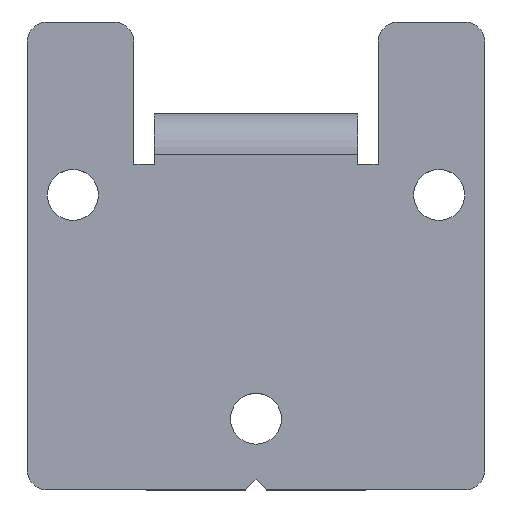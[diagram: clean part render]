
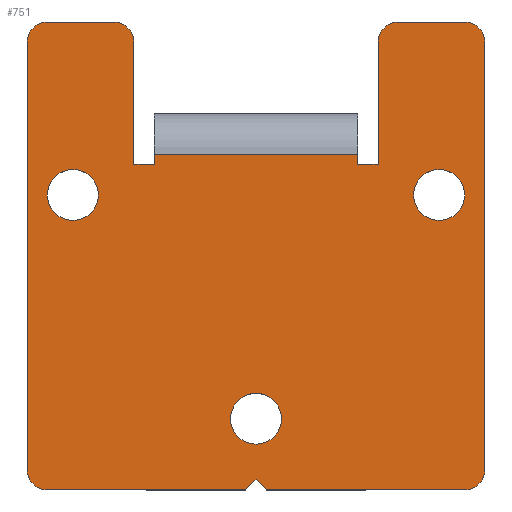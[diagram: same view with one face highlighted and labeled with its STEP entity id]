
A CAD part, top view. The second image highlights one B-rep face of the part: STEP entity #751.
In plain terms, the highlighted planar face has unit normal (0, 0, 1).
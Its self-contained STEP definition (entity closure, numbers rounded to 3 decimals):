
#33=FACE_BOUND('',#118,.T.);
#34=FACE_BOUND('',#119,.T.);
#35=FACE_BOUND('',#120,.T.);
#45=CIRCLE('',#825,2.);
#46=CIRCLE('',#826,2.);
#47=CIRCLE('',#827,2.);
#48=CIRCLE('',#828,2.);
#49=CIRCLE('',#829,2.);
#50=CIRCLE('',#830,2.);
#51=CIRCLE('',#831,2.5);
#52=CIRCLE('',#832,2.5);
#53=CIRCLE('',#833,2.5);
#70=FACE_OUTER_BOUND('',#117,.T.);
#117=EDGE_LOOP('',(#534,#535,#536,#537,#538,#539,#540,#541,#542,#543,#544,
#545,#546,#547,#548,#549,#550,#551,#552,#553,#554));
#118=EDGE_LOOP('',(#555));
#119=EDGE_LOOP('',(#556));
#120=EDGE_LOOP('',(#557));
#162=LINE('',#1123,#242);
#166=LINE('',#1130,#246);
#180=LINE('',#1177,#260);
#182=LINE('',#1181,#262);
#183=LINE('',#1185,#263);
#184=LINE('',#1189,#264);
#185=LINE('',#1193,#265);
#186=LINE('',#1195,#266);
#187=LINE('',#1197,#267);
#188=LINE('',#1199,#268);
#189=LINE('',#1201,#269);
#190=LINE('',#1203,#270);
#191=LINE('',#1205,#271);
#192=LINE('',#1209,#272);
#193=LINE('',#1213,#273);
#242=VECTOR('',#891,10.);
#246=VECTOR('',#897,10.);
#260=VECTOR('',#933,10.);
#262=VECTOR('',#937,10.);
#263=VECTOR('',#940,10.);
#264=VECTOR('',#943,10.);
#265=VECTOR('',#946,10.);
#266=VECTOR('',#947,10.);
#267=VECTOR('',#948,10.);
#268=VECTOR('',#949,10.);
#269=VECTOR('',#950,10.);
#270=VECTOR('',#951,10.);
#271=VECTOR('',#952,10.);
#272=VECTOR('',#955,10.);
#273=VECTOR('',#958,10.);
#322=VERTEX_POINT('',#1120);
#323=VERTEX_POINT('',#1122);
#325=VERTEX_POINT('',#1128);
#347=VERTEX_POINT('',#1176);
#348=VERTEX_POINT('',#1180);
#349=VERTEX_POINT('',#1182);
#350=VERTEX_POINT('',#1184);
#351=VERTEX_POINT('',#1186);
#352=VERTEX_POINT('',#1188);
#353=VERTEX_POINT('',#1190);
#354=VERTEX_POINT('',#1192);
#355=VERTEX_POINT('',#1194);
#356=VERTEX_POINT('',#1196);
#357=VERTEX_POINT('',#1198);
#358=VERTEX_POINT('',#1200);
#359=VERTEX_POINT('',#1202);
#360=VERTEX_POINT('',#1204);
#361=VERTEX_POINT('',#1206);
#362=VERTEX_POINT('',#1208);
#363=VERTEX_POINT('',#1210);
#364=VERTEX_POINT('',#1212);
#365=VERTEX_POINT('',#1215);
#366=VERTEX_POINT('',#1217);
#367=VERTEX_POINT('',#1219);
#390=EDGE_CURVE('',#323,#322,#162,.T.);
#394=EDGE_CURVE('',#322,#325,#166,.T.);
#417=EDGE_CURVE('',#323,#347,#180,.T.);
#419=EDGE_CURVE('',#348,#325,#182,.T.);
#420=EDGE_CURVE('',#349,#348,#45,.T.);
#421=EDGE_CURVE('',#350,#349,#183,.T.);
#422=EDGE_CURVE('',#351,#350,#46,.T.);
#423=EDGE_CURVE('',#352,#351,#184,.T.);
#424=EDGE_CURVE('',#353,#352,#47,.T.);
#425=EDGE_CURVE('',#353,#354,#185,.T.);
#426=EDGE_CURVE('',#354,#355,#186,.T.);
#427=EDGE_CURVE('',#355,#356,#187,.T.);
#428=EDGE_CURVE('',#356,#357,#188,.T.);
#429=EDGE_CURVE('',#357,#358,#189,.T.);
#430=EDGE_CURVE('',#358,#359,#190,.T.);
#431=EDGE_CURVE('',#359,#360,#191,.T.);
#432=EDGE_CURVE('',#361,#360,#48,.T.);
#433=EDGE_CURVE('',#362,#361,#192,.T.);
#434=EDGE_CURVE('',#363,#362,#49,.T.);
#435=EDGE_CURVE('',#364,#363,#193,.T.);
#436=EDGE_CURVE('',#347,#364,#50,.T.);
#437=EDGE_CURVE('',#365,#365,#51,.T.);
#438=EDGE_CURVE('',#366,#366,#52,.T.);
#439=EDGE_CURVE('',#367,#367,#53,.T.);
#534=ORIENTED_EDGE('',*,*,#390,.T.);
#535=ORIENTED_EDGE('',*,*,#394,.T.);
#536=ORIENTED_EDGE('',*,*,#419,.F.);
#537=ORIENTED_EDGE('',*,*,#420,.F.);
#538=ORIENTED_EDGE('',*,*,#421,.F.);
#539=ORIENTED_EDGE('',*,*,#422,.F.);
#540=ORIENTED_EDGE('',*,*,#423,.F.);
#541=ORIENTED_EDGE('',*,*,#424,.F.);
#542=ORIENTED_EDGE('',*,*,#425,.T.);
#543=ORIENTED_EDGE('',*,*,#426,.T.);
#544=ORIENTED_EDGE('',*,*,#427,.T.);
#545=ORIENTED_EDGE('',*,*,#428,.T.);
#546=ORIENTED_EDGE('',*,*,#429,.T.);
#547=ORIENTED_EDGE('',*,*,#430,.T.);
#548=ORIENTED_EDGE('',*,*,#431,.T.);
#549=ORIENTED_EDGE('',*,*,#432,.F.);
#550=ORIENTED_EDGE('',*,*,#433,.F.);
#551=ORIENTED_EDGE('',*,*,#434,.F.);
#552=ORIENTED_EDGE('',*,*,#435,.F.);
#553=ORIENTED_EDGE('',*,*,#436,.F.);
#554=ORIENTED_EDGE('',*,*,#417,.F.);
#555=ORIENTED_EDGE('',*,*,#437,.T.);
#556=ORIENTED_EDGE('',*,*,#438,.T.);
#557=ORIENTED_EDGE('',*,*,#439,.T.);
#722=PLANE('',#824);
#751=ADVANCED_FACE('',(#70,#33,#34,#35),#722,.T.);
#824=AXIS2_PLACEMENT_3D('',#1179,#935,#936);
#825=AXIS2_PLACEMENT_3D('',#1183,#938,#939);
#826=AXIS2_PLACEMENT_3D('',#1187,#941,#942);
#827=AXIS2_PLACEMENT_3D('',#1191,#944,#945);
#828=AXIS2_PLACEMENT_3D('',#1207,#953,#954);
#829=AXIS2_PLACEMENT_3D('',#1211,#956,#957);
#830=AXIS2_PLACEMENT_3D('',#1214,#959,#960);
#831=AXIS2_PLACEMENT_3D('',#1216,#961,#962);
#832=AXIS2_PLACEMENT_3D('',#1218,#963,#964);
#833=AXIS2_PLACEMENT_3D('',#1220,#965,#966);
#891=DIRECTION('',(0.707,0.707,0.));
#897=DIRECTION('',(0.707,-0.707,0.));
#933=DIRECTION('',(-1.,0.,0.));
#935=DIRECTION('center_axis',(0.,0.,1.));
#936=DIRECTION('ref_axis',(1.,0.,0.));
#937=DIRECTION('',(-1.,0.,0.));
#938=DIRECTION('center_axis',(0.,0.,-1.));
#939=DIRECTION('ref_axis',(0.707,-0.707,0.));
#940=DIRECTION('',(0.,-1.,0.));
#941=DIRECTION('center_axis',(0.,0.,-1.));
#942=DIRECTION('ref_axis',(0.707,0.707,0.));
#943=DIRECTION('',(1.,0.,0.));
#944=DIRECTION('center_axis',(0.,0.,-1.));
#945=DIRECTION('ref_axis',(-0.707,0.707,0.));
#946=DIRECTION('',(0.,-1.,0.));
#947=DIRECTION('',(-1.,0.,0.));
#948=DIRECTION('',(0.,1.,0.));
#949=DIRECTION('',(-1.,0.,0.));
#950=DIRECTION('',(0.,-1.,0.));
#951=DIRECTION('',(-1.,0.,0.));
#952=DIRECTION('',(0.,1.,0.));
#953=DIRECTION('center_axis',(0.,0.,-1.));
#954=DIRECTION('ref_axis',(0.707,0.707,0.));
#955=DIRECTION('',(1.,0.,0.));
#956=DIRECTION('center_axis',(0.,0.,-1.));
#957=DIRECTION('ref_axis',(-0.707,0.707,0.));
#958=DIRECTION('',(0.,1.,0.));
#959=DIRECTION('center_axis',(0.,0.,-1.));
#960=DIRECTION('ref_axis',(-0.707,-0.707,0.));
#961=DIRECTION('center_axis',(0.,0.,-1.));
#962=DIRECTION('ref_axis',(1.,0.,0.));
#963=DIRECTION('center_axis',(0.,0.,-1.));
#964=DIRECTION('ref_axis',(1.,0.,0.));
#965=DIRECTION('center_axis',(0.,0.,-1.));
#966=DIRECTION('ref_axis',(1.,0.,0.));
#1120=CARTESIAN_POINT('',(0.,1.,2.));
#1122=CARTESIAN_POINT('',(-1.,0.,2.));
#1123=CARTESIAN_POINT('',(5.,6.,2.));
#1128=CARTESIAN_POINT('',(1.,0.,2.));
#1130=CARTESIAN_POINT('',(-5.5,6.5,2.));
#1176=CARTESIAN_POINT('',(-20.5,0.,2.));
#1177=CARTESIAN_POINT('',(-22.5,0.,2.));
#1179=CARTESIAN_POINT('Origin',(0.,23.,2.));
#1180=CARTESIAN_POINT('',(20.5,0.,2.));
#1181=CARTESIAN_POINT('',(-22.5,0.,2.));
#1182=CARTESIAN_POINT('',(22.5,2.,2.));
#1183=CARTESIAN_POINT('Origin',(20.5,2.,2.));
#1184=CARTESIAN_POINT('',(22.5,44.,2.));
#1185=CARTESIAN_POINT('',(22.5,0.,2.));
#1186=CARTESIAN_POINT('',(20.5,46.,2.));
#1187=CARTESIAN_POINT('Origin',(20.5,44.,2.));
#1188=CARTESIAN_POINT('',(14.,46.,2.));
#1189=CARTESIAN_POINT('',(22.5,46.,2.));
#1190=CARTESIAN_POINT('',(12.,44.,2.));
#1191=CARTESIAN_POINT('Origin',(14.,44.,2.));
#1192=CARTESIAN_POINT('',(12.,32.,2.));
#1193=CARTESIAN_POINT('',(12.,30.,2.));
#1194=CARTESIAN_POINT('',(10.,32.,2.));
#1195=CARTESIAN_POINT('',(6.,32.,2.));
#1196=CARTESIAN_POINT('',(10.,33.,2.));
#1197=CARTESIAN_POINT('',(10.,27.5,2.));
#1198=CARTESIAN_POINT('',(-10.,33.,2.));
#1199=CARTESIAN_POINT('',(5.,33.,2.));
#1200=CARTESIAN_POINT('',(-10.,32.,2.));
#1201=CARTESIAN_POINT('',(-10.,30.,2.));
#1202=CARTESIAN_POINT('',(-12.,32.,2.));
#1203=CARTESIAN_POINT('',(-5.,32.,2.));
#1204=CARTESIAN_POINT('',(-12.,44.,2.));
#1205=CARTESIAN_POINT('',(-12.,30.,2.));
#1206=CARTESIAN_POINT('',(-14.,46.,2.));
#1207=CARTESIAN_POINT('Origin',(-14.,44.,2.));
#1208=CARTESIAN_POINT('',(-20.5,46.,2.));
#1209=CARTESIAN_POINT('',(22.5,46.,2.));
#1210=CARTESIAN_POINT('',(-22.5,44.,2.));
#1211=CARTESIAN_POINT('Origin',(-20.5,44.,2.));
#1212=CARTESIAN_POINT('',(-22.5,2.,2.));
#1213=CARTESIAN_POINT('',(-22.5,46.,2.));
#1214=CARTESIAN_POINT('Origin',(-20.5,2.,2.));
#1215=CARTESIAN_POINT('',(-2.5,7.,2.));
#1216=CARTESIAN_POINT('Origin',(0.,7.,2.));
#1217=CARTESIAN_POINT('',(15.5,29.,2.));
#1218=CARTESIAN_POINT('Origin',(18.,29.,2.));
#1219=CARTESIAN_POINT('',(-20.5,29.,2.));
#1220=CARTESIAN_POINT('Origin',(-18.,29.,2.));
